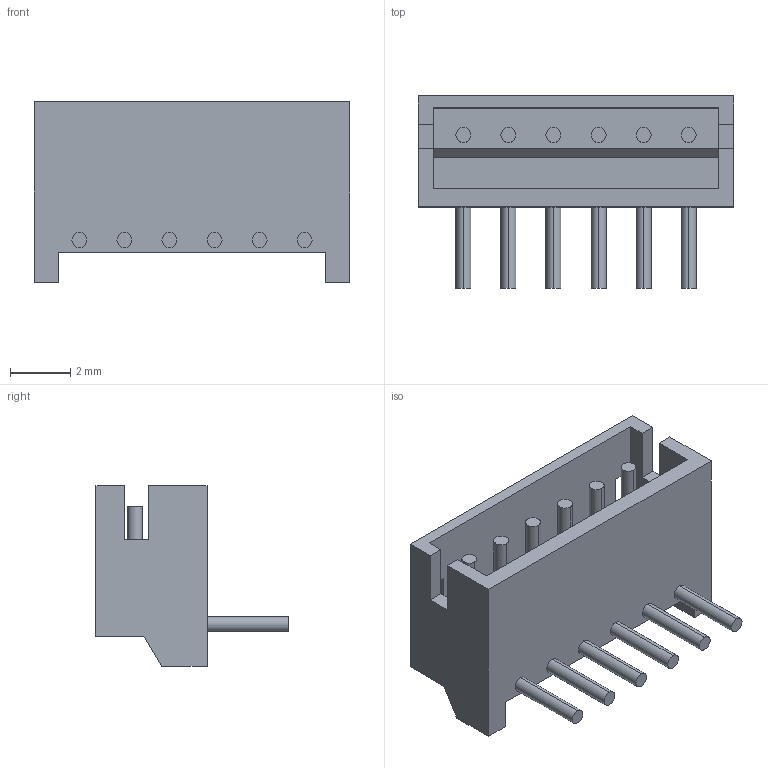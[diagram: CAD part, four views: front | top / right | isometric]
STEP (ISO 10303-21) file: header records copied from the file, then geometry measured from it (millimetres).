
FILE_DESCRIPTION (( 'STEP AP214' ), '1' );
FILE_NAME ('S6B-ZR.STEP', '2010-06-16T04:52:25', ( ' ' ), ( ' ' ), 'SwSTEP 2.0', 'SolidWorks 2005235', '' );
FILE_SCHEMA (( 'AUTOMOTIVE_DESIGN' ));
Length unit declared in the file: millimetre
Products named in the file (1): S6B-ZR
Bounding box: 10.5 x 6.4 x 6 mm (x, y, z)
Volume: 117 mm3; surface area: 357.2 mm2
Topology: 1 solids, 1 shells, 68 faces, 172 edges, 114 vertices
Faces by surface type: plane 44, cylinder 24
Entity records: 2827 total; most frequent: DIRECTION 358, CARTESIAN_POINT 355, ORIENTED_EDGE 344, EDGE_CURVE 172, VECTOR 124, LINE 124, AXIS2_PLACEMENT_3D 117, VERTEX_POINT 114
